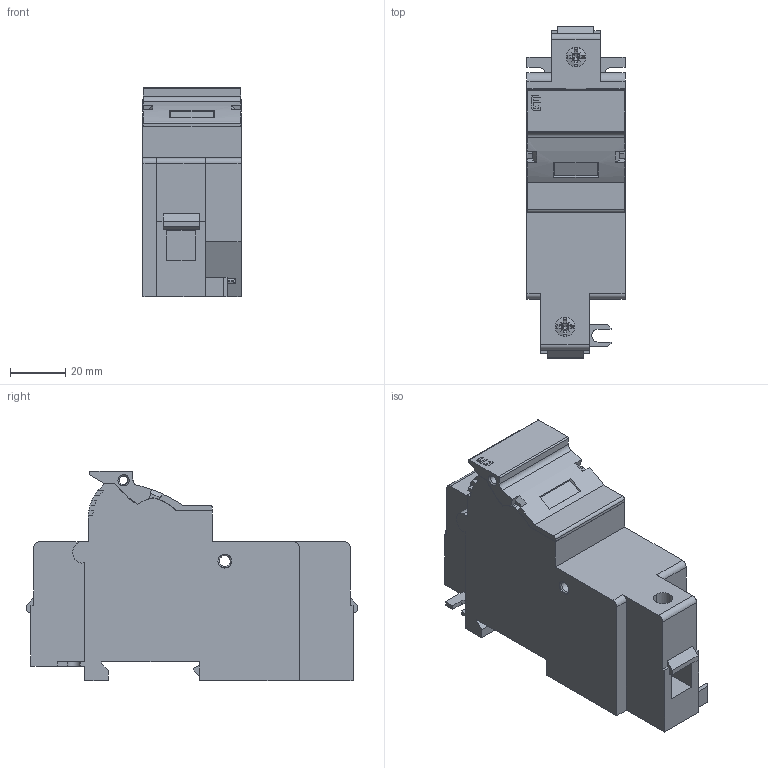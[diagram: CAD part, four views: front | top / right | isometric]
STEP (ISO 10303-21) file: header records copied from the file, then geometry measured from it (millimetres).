
FILE_DESCRIPTION((''),'2;1');
FILE_NAME('EFD22_1P_DIM','2017-09-18T',('matic.bajda'),('Audax d.o.o.'),'CREO PARAMETRIC BY PTC INC, 2016260','CREO PARAMETRIC BY PTC INC, 2016260','');
FILE_SCHEMA(('AUTOMOTIVE_DESIGN { 1 0 10303 214 1 1 1 1 }'));
Length unit declared in the file: millimetre
Products named in the file (1): EFD22_1P_DIM
Bounding box: 35.6 x 120.4 x 75.8 mm (x, y, z)
Volume: 187228.8 mm3; surface area: 30356.2 mm2
Topology: 1 solids, 1 shells, 353 faces, 1010 edges, 663 vertices
Faces by surface type: plane 224, cylinder 91, cone 18, sphere 7, torus 7, bspline 4, extrusion 2
Entity records: 15410 total; most frequent: CARTESIAN_POINT 2900, ORIENTED_EDGE 2012, DIRECTION 1843, PRESENTATION_STYLE_ASSIGNMENT 1010, STYLED_ITEM 1007, CURVE_STYLE 1006, EDGE_CURVE 1006, VERTEX_POINT 663
